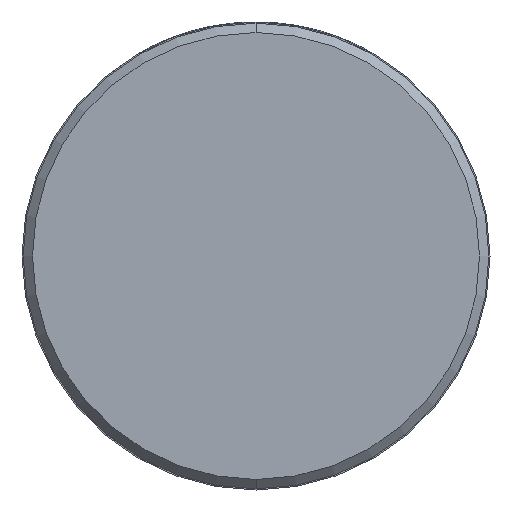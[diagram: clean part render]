
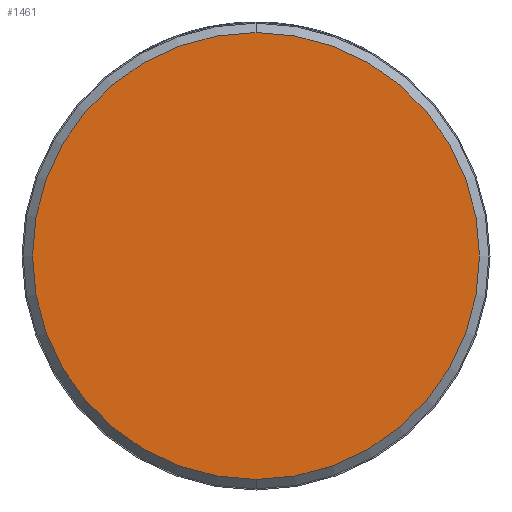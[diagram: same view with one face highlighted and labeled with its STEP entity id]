
A CAD part, front view. The second image highlights one B-rep face of the part: STEP entity #1461.
In plain terms, the highlighted planar face has unit normal (0, -1, 0).
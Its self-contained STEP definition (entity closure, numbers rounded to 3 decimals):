
#8 = AXIS2_PLACEMENT_3D ( 'NONE', #3508, #3214, #645 ) ;
#68 = PLANE ( 'NONE',  #8 ) ;
#159 = CARTESIAN_POINT ( 'NONE',  ( 0., 0., 0. ) ) ;
#306 = CIRCLE ( 'NONE', #793, 47.75 ) ;
#551 = CARTESIAN_POINT ( 'NONE',  ( 0., 0., 47.75 ) ) ;
#632 = VERTEX_POINT ( 'NONE', #2415 ) ;
#645 = DIRECTION ( 'NONE',  ( 0., 0., 1. ) ) ;
#743 = FACE_OUTER_BOUND ( 'NONE', #1427, .T. ) ;
#793 = AXIS2_PLACEMENT_3D ( 'NONE', #2318, #1471, #2870 ) ;
#831 = CIRCLE ( 'NONE', #1891, 47.75 ) ;
#1015 = VERTEX_POINT ( 'NONE', #551 ) ;
#1427 = EDGE_LOOP ( 'NONE', ( #2277, #2305 ) ) ;
#1461 = ADVANCED_FACE ( 'NONE', ( #743 ), #68, .F. ) ;
#1471 = DIRECTION ( 'NONE',  ( 0., -1., 0. ) ) ;
#1891 = AXIS2_PLACEMENT_3D ( 'NONE', #159, #2404, #2116 ) ;
#2116 = DIRECTION ( 'NONE',  ( 0., 0., 1. ) ) ;
#2277 = ORIENTED_EDGE ( 'NONE', *, *, #3432, .T. ) ;
#2305 = ORIENTED_EDGE ( 'NONE', *, *, #2906, .T. ) ;
#2318 = CARTESIAN_POINT ( 'NONE',  ( 0., 0., 0. ) ) ;
#2404 = DIRECTION ( 'NONE',  ( 0., -1., 0. ) ) ;
#2415 = CARTESIAN_POINT ( 'NONE',  ( 0., 0., -47.75 ) ) ;
#2870 = DIRECTION ( 'NONE',  ( 0., 0., 1. ) ) ;
#2906 = EDGE_CURVE ( 'NONE', #632, #1015, #831, .T. ) ;
#3214 = DIRECTION ( 'NONE',  ( 0., 1., 0. ) ) ;
#3432 = EDGE_CURVE ( 'NONE', #1015, #632, #306, .T. ) ;
#3508 = CARTESIAN_POINT ( 'NONE',  ( 0., 0., 0. ) ) ;
